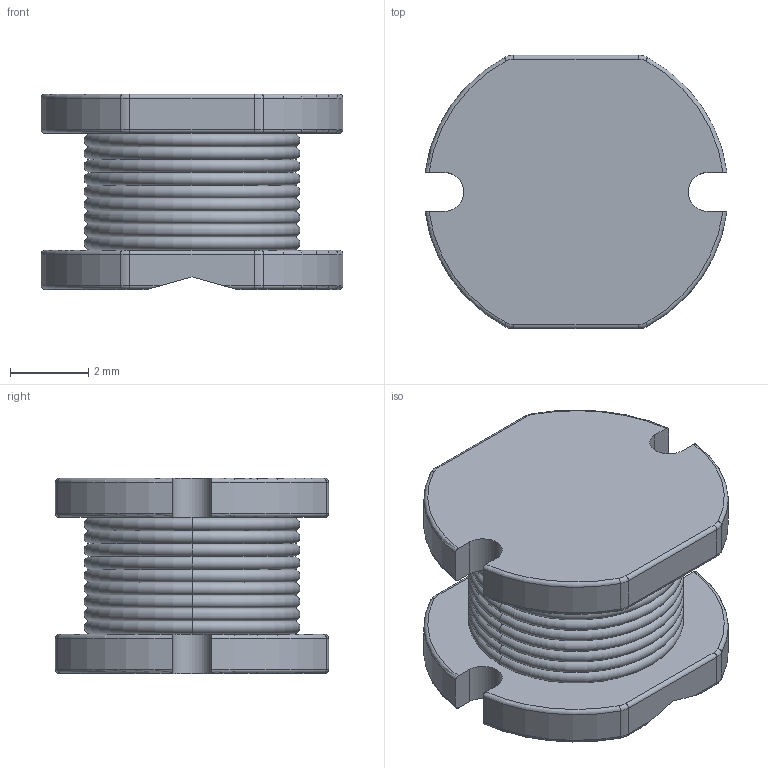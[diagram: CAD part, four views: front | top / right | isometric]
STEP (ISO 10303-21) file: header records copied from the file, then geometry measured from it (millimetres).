
FILE_DESCRIPTION(('FreeCAD Model'),'2;1');
FILE_NAME('ind_WE_smd2-LC75.step','2015-12-17T23:55:31',('Author'),(''), 'Open CASCADE STEP processor 6.8','FreeCAD','Unknown');
FILE_SCHEMA(('AUTOMOTIVE_DESIGN_CC2 { 1 2 10303 214 -1 1 5 4 }'));
Length unit declared in the file: millimetre
Products named in the file (2): ASSEMBLY; User_Library-LC75
Assembly tree (1 placements, depth 2):
  ASSEMBLY
    User_Library-LC75
Bounding box: 7.74 x 7 x 5.01 mm (x, y, z)
Volume: 155.9 mm3; surface area: 261.9 mm2
Topology: 1 solids, 1 shells, 137 faces, 317 edges, 186 vertices
Faces by surface type: cylinder 60, torus 50, plane 27
Entity records: 19155 total; most frequent: CARTESIAN_POINT 12472, DIRECTION 905, ORIENTED_EDGE 634, PCURVE 634, DEFINITIONAL_REPRESENTATION 634, B_SPLINE_CURVE_WITH_KNOTS 472, AXIS2_PLACEMENT_3D 317, EDGE_CURVE 317
